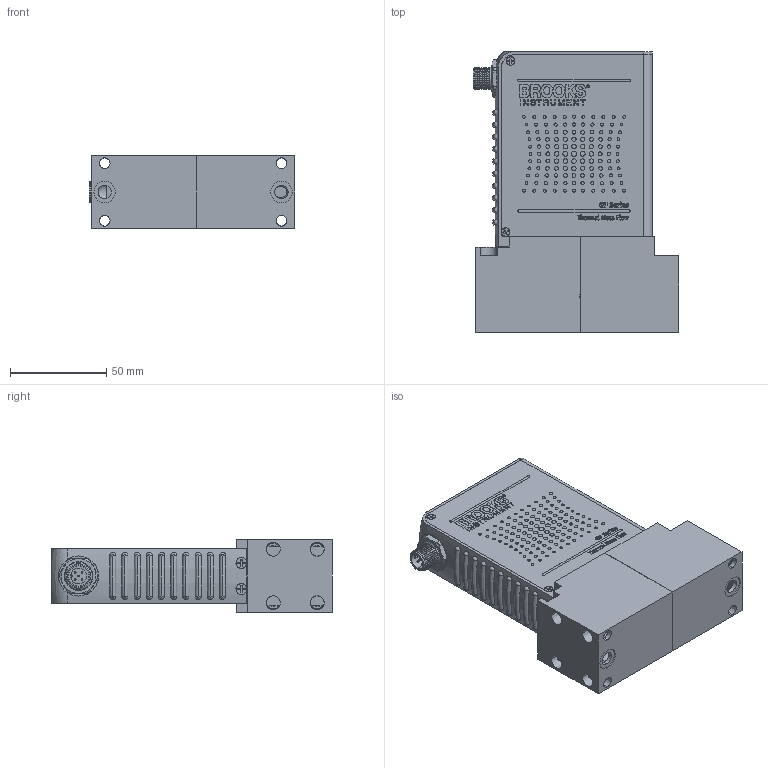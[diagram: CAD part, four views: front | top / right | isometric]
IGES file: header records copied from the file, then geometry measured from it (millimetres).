
Start section: SolidWorks IGES file using analytic representation for surfaces
Global section: file name: GF101-GF-121-GF126-C1-DX.IGS; native system: SolidWorks 2020; preprocessor: SolidWorks 2020; author: CFehr; date: 211021.103220; units: inch
Bounding box: 107.04 x 146.05 x 37.59 mm (x, y, z)
Volume: 98436.1 mm3; surface area: 99880.3 mm2
Topology: 194 solids, 194 shells, 3984 faces, 10284 edges, 6737 vertices
Faces by surface type: plane 1864, bspline 1402, revolution 718
